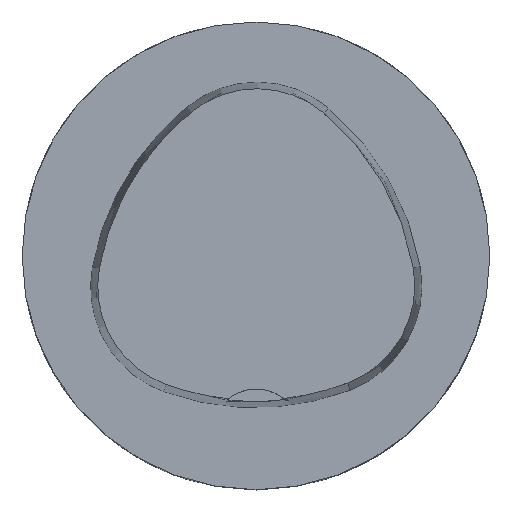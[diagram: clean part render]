
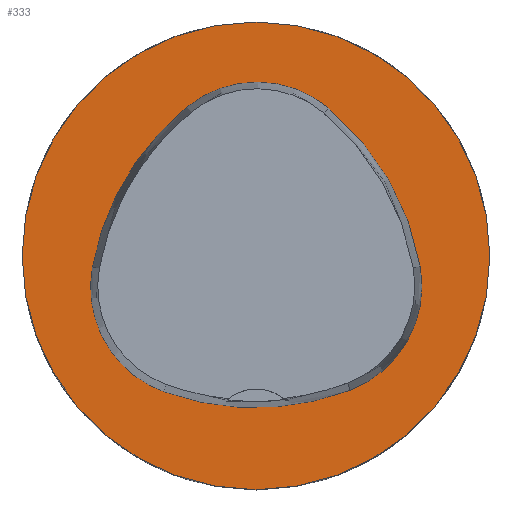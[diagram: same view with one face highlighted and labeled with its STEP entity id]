
A CAD part, top view. The second image highlights one B-rep face of the part: STEP entity #333.
In plain terms, the highlighted planar face has unit normal (0, 0, 1).
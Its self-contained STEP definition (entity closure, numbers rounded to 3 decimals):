
#128=FACE_BOUND('',#613,.T.);
#129=FACE_BOUND('',#614,.T.);
#234=CIRCLE('',#2275,31.5);
#235=CIRCLE('',#2281,36.);
#237=CIRCLE('',#2284,15.);
#239=CIRCLE('',#2287,36.);
#241=CIRCLE('',#2290,15.);
#245=CIRCLE('',#2295,36.);
#247=CIRCLE('',#2298,15.);
#333=ADVANCED_FACE('',(#128,#129),#404,.T.);
#404=PLANE('',#2303);
#613=EDGE_LOOP('',(#1161,#1162,#1163,#1164,#1165,#1166));
#614=EDGE_LOOP('',(#1167));
#1161=ORIENTED_EDGE('',*,*,#1723,.T.);
#1162=ORIENTED_EDGE('',*,*,#1703,.T.);
#1163=ORIENTED_EDGE('',*,*,#1707,.T.);
#1164=ORIENTED_EDGE('',*,*,#1710,.T.);
#1165=ORIENTED_EDGE('',*,*,#1713,.T.);
#1166=ORIENTED_EDGE('',*,*,#1721,.T.);
#1167=ORIENTED_EDGE('',*,*,#1694,.F.);
#1429=VERTEX_POINT('',#4314);
#1438=VERTEX_POINT('',#4333);
#1439=VERTEX_POINT('',#4334);
#1442=VERTEX_POINT('',#4342);
#1444=VERTEX_POINT('',#4348);
#1446=VERTEX_POINT('',#4354);
#1453=VERTEX_POINT('',#4375);
#1694=EDGE_CURVE('',#1429,#1429,#234,.T.);
#1703=EDGE_CURVE('',#1438,#1439,#235,.T.);
#1707=EDGE_CURVE('',#1439,#1442,#237,.T.);
#1710=EDGE_CURVE('',#1442,#1444,#239,.T.);
#1713=EDGE_CURVE('',#1444,#1446,#241,.T.);
#1721=EDGE_CURVE('',#1446,#1453,#245,.T.);
#1723=EDGE_CURVE('',#1453,#1438,#247,.T.);
#2275=AXIS2_PLACEMENT_3D('',#4313,#2756,#2757);
#2281=AXIS2_PLACEMENT_3D('',#4332,#2772,#2773);
#2284=AXIS2_PLACEMENT_3D('',#4341,#2780,#2781);
#2287=AXIS2_PLACEMENT_3D('',#4347,#2787,#2788);
#2290=AXIS2_PLACEMENT_3D('',#4353,#2794,#2795);
#2295=AXIS2_PLACEMENT_3D('',#4376,#2806,#2807);
#2298=AXIS2_PLACEMENT_3D('',#4379,#2812,#2813);
#2303=AXIS2_PLACEMENT_3D('',#4384,#2822,#2823);
#2756=DIRECTION('',(0.,0.,-1.));
#2757=DIRECTION('',(-1.,0.,0.));
#2772=DIRECTION('',(0.,0.,-1.));
#2773=DIRECTION('',(-1.,0.,0.));
#2780=DIRECTION('',(0.,0.,-1.));
#2781=DIRECTION('',(-1.,0.,0.));
#2787=DIRECTION('',(0.,0.,-1.));
#2788=DIRECTION('',(-1.,0.,0.));
#2794=DIRECTION('',(0.,0.,-1.));
#2795=DIRECTION('',(-1.,0.,0.));
#2806=DIRECTION('',(0.,0.,-1.));
#2807=DIRECTION('',(-1.,0.,0.));
#2812=DIRECTION('',(0.,0.,-1.));
#2813=DIRECTION('',(-1.,0.,0.));
#2822=DIRECTION('',(0.,0.,1.));
#2823=DIRECTION('',(1.,0.,0.));
#4313=CARTESIAN_POINT('',(0.,0.,0.));
#4314=CARTESIAN_POINT('',(-31.5,0.,0.));
#4332=CARTESIAN_POINT('',(13.398,-7.893,0.));
#4333=CARTESIAN_POINT('',(-22.041,-1.562,0.));
#4334=CARTESIAN_POINT('',(-9.317,20.036,0.));
#4341=CARTESIAN_POINT('',(0.148,8.399,0.));
#4342=CARTESIAN_POINT('',(9.779,19.898,0.));
#4347=CARTESIAN_POINT('',(-13.337,-7.7,0.));
#4348=CARTESIAN_POINT('',(22.122,-1.48,0.));
#4353=CARTESIAN_POINT('',(7.347,-4.071,0.));
#4354=CARTESIAN_POINT('',(12.693,-18.087,0.));
#4375=CARTESIAN_POINT('',(-12.373,-18.307,0.));
#4376=CARTESIAN_POINT('',(-0.137,15.55,0.));
#4379=CARTESIAN_POINT('',(-7.275,-4.2,0.));
#4384=CARTESIAN_POINT('',(0.,0.,0.));
